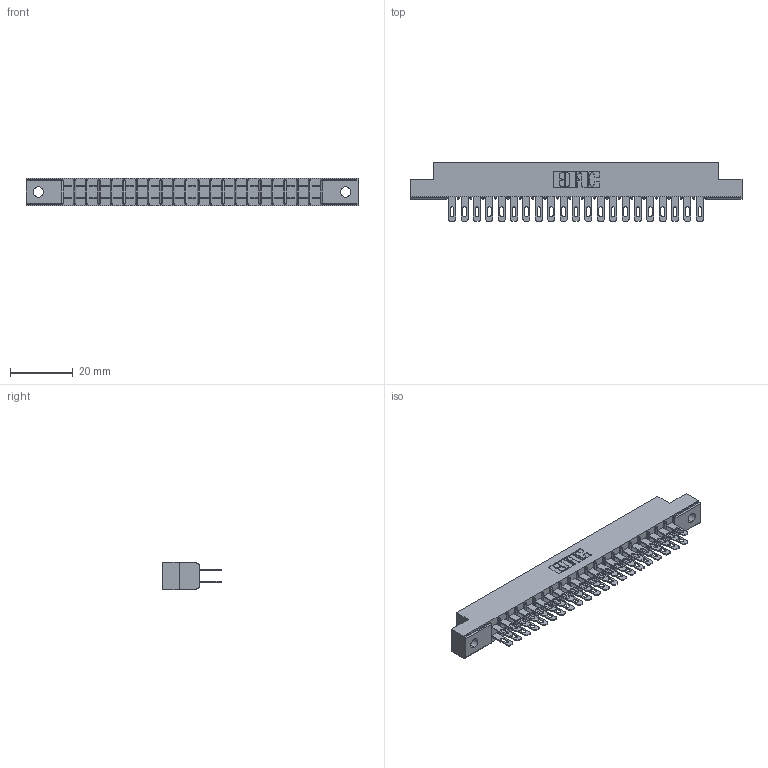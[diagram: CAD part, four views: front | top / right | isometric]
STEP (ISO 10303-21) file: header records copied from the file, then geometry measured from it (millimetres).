
FILE_DESCRIPTION (( 'STEP AP203' ), '1' );
FILE_NAME ('355-042-500-202.STEP', '2019-09-11T13:30:33', ( '' ), ( '' ), 'SwSTEP 2.0', 'SolidWorks 2016', '' );
FILE_SCHEMA (( 'CONFIG_CONTROL_DESIGN' ));
Length unit declared in the file: inch
Products named in the file (3): 305-290-001_500; 355-042-500-202; 305 Part_.128 Dia
Assembly tree (43 placements, depth 2):
  355-042-500-202
    305 Part_.128 Dia
    305-290-001_500  x42
Bounding box: 106.22 x 18.85 x 8.71 mm (x, y, z)
Volume: 6752.5 mm3; surface area: 13192.5 mm2
Topology: 43 solids, 43 shells, 2216 faces, 6343 edges, 4114 vertices
Faces by surface type: plane 1244, cylinder 888, sphere 84
Entity records: 25318 total; most frequent: CARTESIAN_POINT 4189, ORIENTED_EDGE 4154, DIRECTION 4071, EDGE_CURVE 2077, LINE 1655, VECTOR 1655, VERTEX_POINT 1326, AXIS2_PLACEMENT_3D 1208
